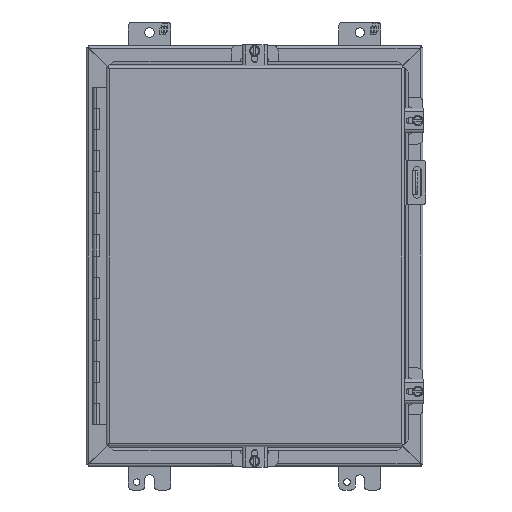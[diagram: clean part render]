
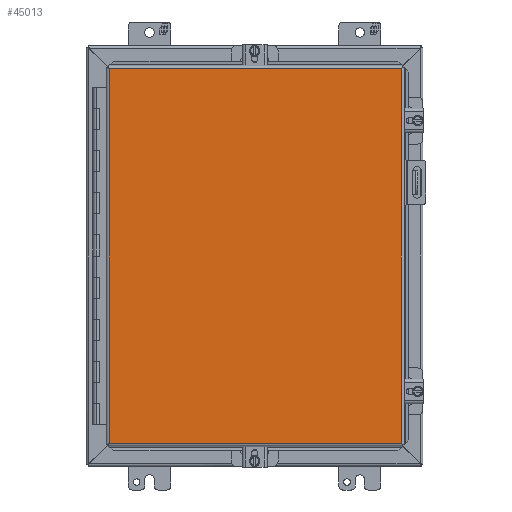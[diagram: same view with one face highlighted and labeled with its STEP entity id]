
A CAD part, front view. The second image highlights one B-rep face of the part: STEP entity #45013.
In plain terms, the highlighted planar face has unit normal (0, -1, 0).
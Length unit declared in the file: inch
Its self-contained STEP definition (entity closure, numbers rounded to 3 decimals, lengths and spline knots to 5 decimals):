
#1715 = ORIENTED_EDGE ( 'NONE', *, *, #9713, .F. ) ;
#1972 = ORIENTED_EDGE ( 'NONE', *, *, #25472, .F. ) ;
#5384 = LINE ( 'NONE', #46314, #19360 ) ;
#9713 = EDGE_CURVE ( 'NONE', #20595, #43089, #12751, .T. ) ;
#12664 = DIRECTION ( 'NONE',  ( -1., 0., 0. ) ) ;
#12751 = LINE ( 'NONE', #42358, #39697 ) ;
#14364 = CARTESIAN_POINT ( 'NONE',  ( 6.976, -7.222, -8.9125 ) ) ;
#14445 = FACE_OUTER_BOUND ( 'NONE', #37354, .T. ) ;
#15239 = ORIENTED_EDGE ( 'NONE', *, *, #20032, .F. ) ;
#15959 = DIRECTION ( 'NONE',  ( 1., 0., 0. ) ) ;
#16857 = VERTEX_POINT ( 'NONE', #36585 ) ;
#17556 = VERTEX_POINT ( 'NONE', #47925 ) ;
#18616 = CARTESIAN_POINT ( 'NONE',  ( 7.126, -7.222, -9.0625 ) ) ;
#19360 = VECTOR ( 'NONE', #15959, 39.37008 ) ;
#20032 = EDGE_CURVE ( 'NONE', #43089, #16857, #20258, .T. ) ;
#20258 = LINE ( 'NONE', #42274, #35647 ) ;
#20595 = VERTEX_POINT ( 'NONE', #22289 ) ;
#22289 = CARTESIAN_POINT ( 'NONE',  ( 6.976, -7.222, 8.9125 ) ) ;
#25472 = EDGE_CURVE ( 'NONE', #17556, #20595, #5384, .T. ) ;
#27227 = LINE ( 'NONE', #27471, #36396 ) ;
#27471 = CARTESIAN_POINT ( 'NONE',  ( -6.912, -7.222, 8.9125 ) ) ;
#29855 = DIRECTION ( 'NONE',  ( -1., 0., 0. ) ) ;
#31604 = EDGE_CURVE ( 'NONE', #16857, #17556, #27227, .T. ) ;
#33539 = DIRECTION ( 'NONE',  ( 0., 1., 0. ) ) ;
#34367 = AXIS2_PLACEMENT_3D ( 'NONE', #18616, #33539, #29855 ) ;
#34777 = DIRECTION ( 'NONE',  ( 0., 0., 1. ) ) ;
#35647 = VECTOR ( 'NONE', #12664, 39.37008 ) ;
#36396 = VECTOR ( 'NONE', #34777, 39.37008 ) ;
#36585 = CARTESIAN_POINT ( 'NONE',  ( -6.912, -7.222, -8.9125 ) ) ;
#37171 = ORIENTED_EDGE ( 'NONE', *, *, #31604, .F. ) ;
#37354 = EDGE_LOOP ( 'NONE', ( #1715, #1972, #37171, #15239 ) ) ;
#39697 = VECTOR ( 'NONE', #46056, 39.37008 ) ;
#42274 = CARTESIAN_POINT ( 'NONE',  ( -6.91192, -7.222, -8.9125 ) ) ;
#42358 = CARTESIAN_POINT ( 'NONE',  ( 6.976, -7.222, -8.9125 ) ) ;
#43089 = VERTEX_POINT ( 'NONE', #14364 ) ;
#44299 = PLANE ( 'NONE',  #34367 ) ;
#45013 = ADVANCED_FACE ( 'NONE', ( #14445 ), #44299, .F. ) ;
#46056 = DIRECTION ( 'NONE',  ( 0., 0., -1. ) ) ;
#46314 = CARTESIAN_POINT ( 'NONE',  ( 6.976, -7.222, 8.9125 ) ) ;
#47925 = CARTESIAN_POINT ( 'NONE',  ( -6.912, -7.222, 8.9125 ) ) ;
